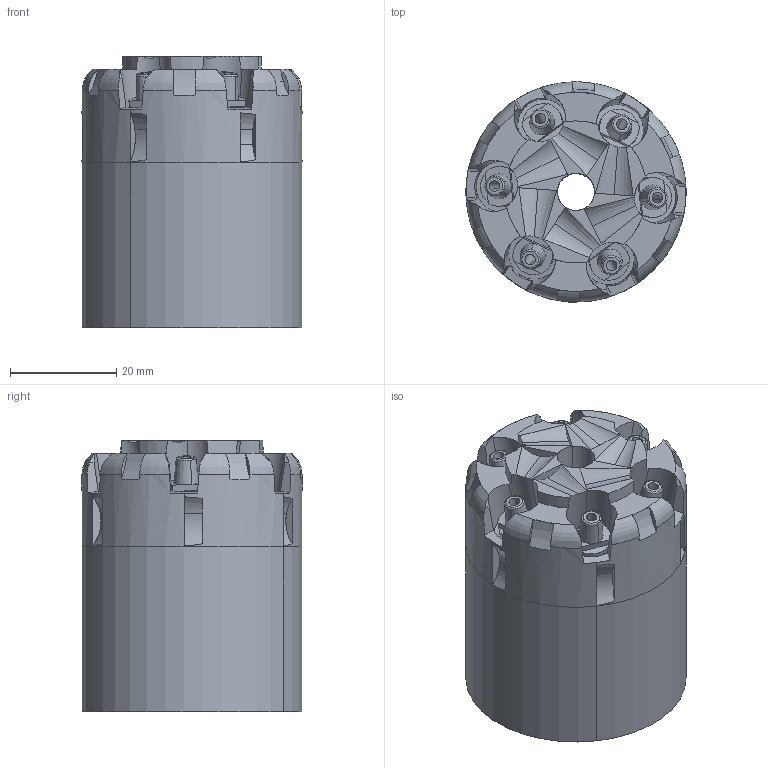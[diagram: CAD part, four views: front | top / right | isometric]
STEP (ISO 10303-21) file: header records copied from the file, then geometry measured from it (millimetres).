
FILE_DESCRIPTION (( 'STEP AP214' ), '1' );
FILE_NAME ('Cylinder_cut_inner_piston.44.STEP', '2018-11-13T04:36:36', ( '' ), ( '' ), 'SwSTEP 2.0', 'SolidWorks 2018', '' );
FILE_SCHEMA (( 'AUTOMOTIVE_DESIGN' ));
Length unit declared in the file: inch
Products named in the file (8): 5mm; Cylinder_cut_inner_piston.44; Nippel; Back_part_of_cylinder; Peg; Cylinder_cut.44; Piston.44; Inner_cylinder.44.SLDASM
Assembly tree (21 placements, depth 2):
  5mm
  Cylinder_cut_inner_piston.44
    Inner_cylinder.44.SLDASM  x6
    Piston.44  x6
    Cylinder_cut.44
    Peg
    Back_part_of_cylinder
    Nippel  x6
Bounding box: 41.4 x 41.38 x 51 mm (x, y, z)
Volume: 68883.5 mm3; surface area: 41503.5 mm2
Topology: 16 solids, 22 shells, 676 faces, 1706 edges, 1138 vertices
Faces by surface type: cylinder 282, plane 280, cone 48, bspline 36, torus 30
Entity records: 28395 total; most frequent: CARTESIAN_POINT 14982, ORIENTED_EDGE 2428, DIRECTION 1542, EDGE_CURVE 1216, VERTEX_POINT 818, B_SPLINE_CURVE_WITH_KNOTS 694, AXIS2_PLACEMENT_3D 622, EDGE_LOOP 536
